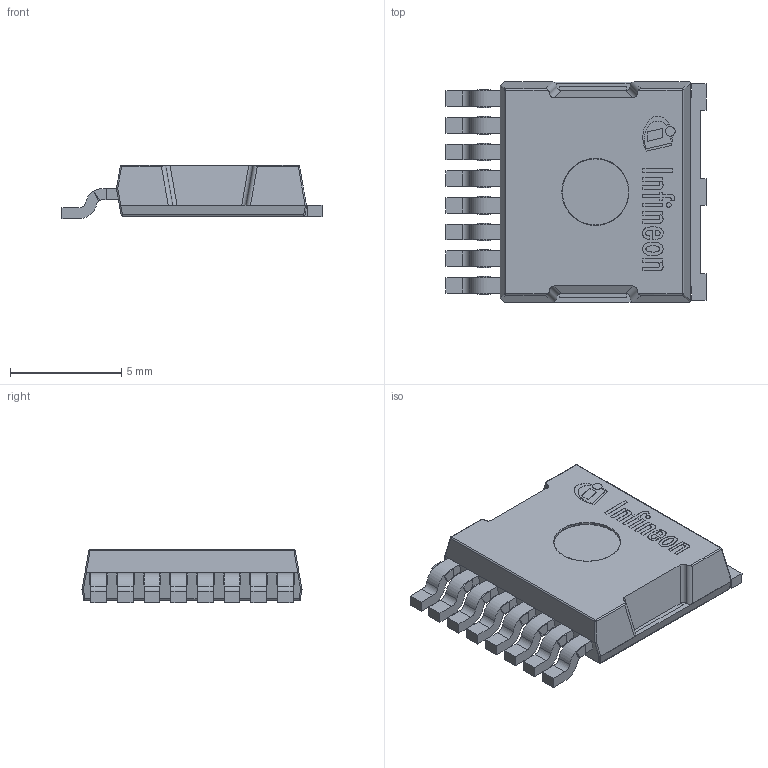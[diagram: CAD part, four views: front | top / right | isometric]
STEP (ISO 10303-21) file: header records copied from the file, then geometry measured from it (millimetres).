
FILE_DESCRIPTION(/* description */ (''),/* implementation_level */ '2;1');
FILE_NAME(/* name */ '1.stp',/* time_stamp */ '2024-04-02T10:02:59+06:00',/* author */ ('sivamani'),/* organization */ (''),/* preprocessor_version */ 'ST-DEVELOPER v16.13',/* originating_system */ 'AutoCAD Mechanical',/* authorisation */ '');
FILE_SCHEMA (('AUTOMOTIVE_DESIGN { 1 0 10303 214 3 1 1 }'));
Length unit declared in the file: millimetre
Products named in the file (1): Product
Bounding box: 11.7 x 9.9 x 2.41 mm (x, y, z)
Volume: 215.8 mm3; surface area: 449.1 mm2
Topology: 22 solids, 22 shells, 507 faces, 1312 edges, 850 vertices
Faces by surface type: plane 291, cylinder 164, bspline 48, torus 2, sphere 2
Full cylindrical faces by diameter (mm): 0.213 x1, 0.439 x1, 3 x1
Entity records: 15836 total; most frequent: CARTESIAN_POINT 3319, DIRECTION 2627, ORIENTED_EDGE 2616, EDGE_CURVE 1308, AXIS2_PLACEMENT_3D 899, VERTEX_POINT 850, LINE 829, VECTOR 829
